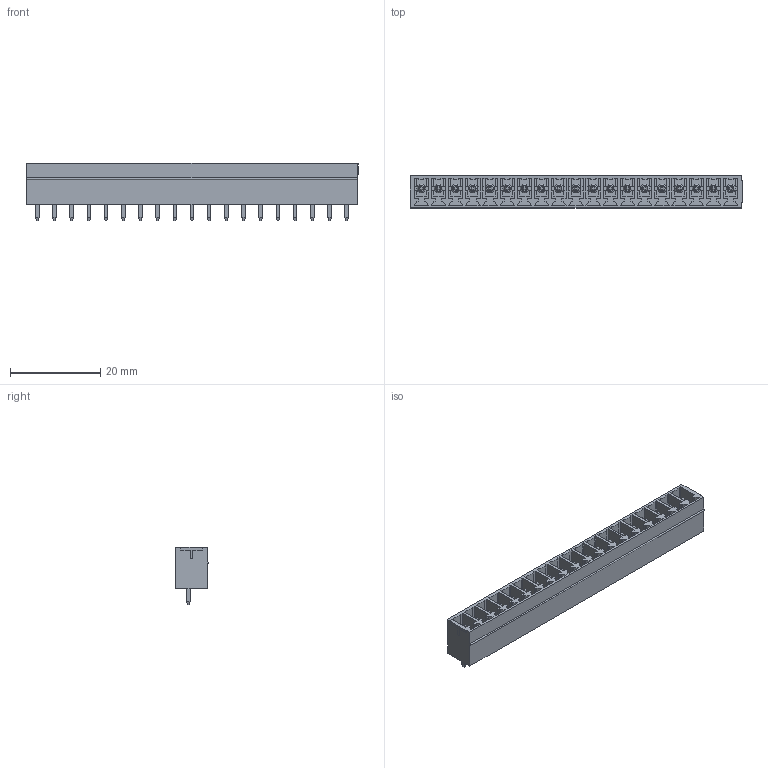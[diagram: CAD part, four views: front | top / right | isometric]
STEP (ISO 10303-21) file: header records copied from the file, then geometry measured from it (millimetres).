
FILE_DESCRIPTION( ( 'Unknown' ), '1' );
FILE_NAME( '691321300019.stp', 'Unknown', ( 'Unknown' ), ( 'Unknown' ), 'PSStep 14.0', 'Unknown', ' ' );
FILE_SCHEMA( ( 'AUTOMOTIVE_DESIGN { 1 0 10303 214 1 1 1 1 }' ) );
Length unit declared in the file: millimetre
Products named in the file (3): Assem1; 6913213000xx_PIN; 691321300019
Assembly tree (20 placements, depth 2):
  Assem1
    6913213000xx_PIN  x19
    691321300019
Bounding box: 73.58 x 7.2 x 12.7 mm (x, y, z)
Volume: 2357.5 mm3; surface area: 6997.6 mm2
Topology: 20 solids, 20 shells, 1107 faces, 2954 edges, 1906 vertices
Faces by surface type: plane 1028, cylinder 60, torus 19
Full cylindrical faces by diameter (mm): 1.9 x19
Entity records: 34168 total; most frequent: CARTESIAN_POINT 4868, ORIENTED_EDGE 4786, DIRECTION 4284, EDGE_CURVE 2393, LINE 2254, VECTOR 2254, VERTEX_POINT 1599, AXIS2_PLACEMENT_3D 1015
